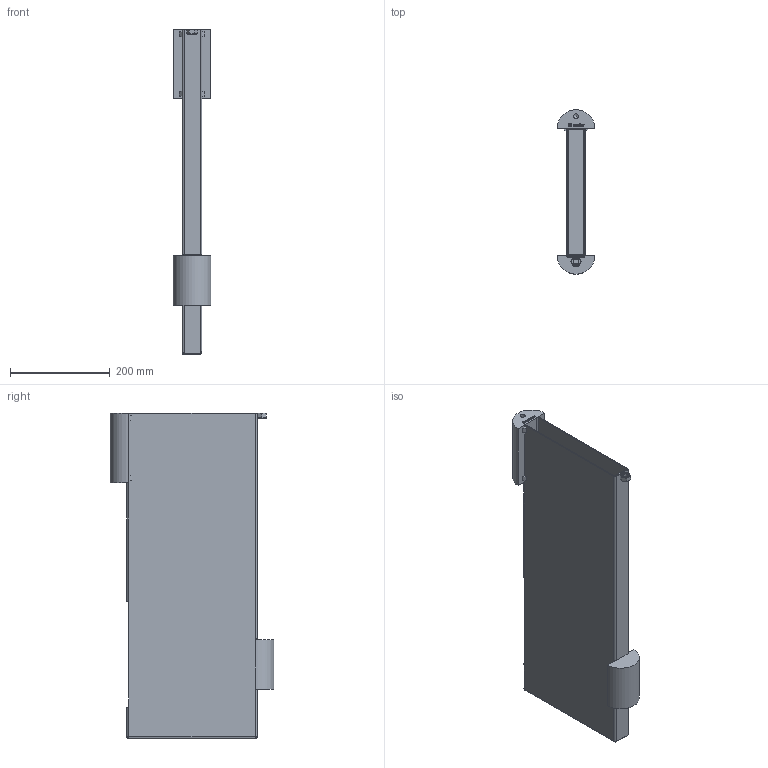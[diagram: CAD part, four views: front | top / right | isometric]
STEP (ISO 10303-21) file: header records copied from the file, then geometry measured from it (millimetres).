
FILE_DESCRIPTION(/* description */ (''),/* implementation_level */ '2;1');
FILE_NAME(/* name */ 'B 450 Beam unit.stp',/* time_stamp */ '2016-06-21T19:58:05+02:00',/* author */ ('OEM'),/* organization */ (''),/* preprocessor_version */ 'ST-DEVELOPER v15.2',/* originating_system */ 'Autodesk Inventor 2014',/* authorisation */ '');
FILE_SCHEMA (('CONFIG_CONTROL_DESIGN'));
Length unit declared in the file: millimetre
Products named in the file (8): B 450 Beam unit_Welds; B 450-1-1 right outer tube; B 450-1-2 left outer tube; B 450-1 outer tube; B 450-2 Half round steel; B 300-3 Half round steel; DIN 934 - M12 x 1,75; B 450 Beam unit
Bounding box: 76 x 329 x 654 mm (x, y, z)
Volume: 1351045.4 mm3; surface area: 887908.1 mm2
Topology: 9 solids, 9 shells, 287 faces, 709 edges, 450 vertices
Faces by surface type: plane 190, bspline 64, cylinder 25, cone 8
Full cylindrical faces by diameter (mm): 10.1 x3, 10.106 x1, 13.835 x1
Entity records: 8914 total; most frequent: CARTESIAN_POINT 2486, ORIENTED_EDGE 1382, DIRECTION 1090, EDGE_CURVE 691, LINE 488, VECTOR 488, VERTEX_POINT 445, EDGE_LOOP 312
